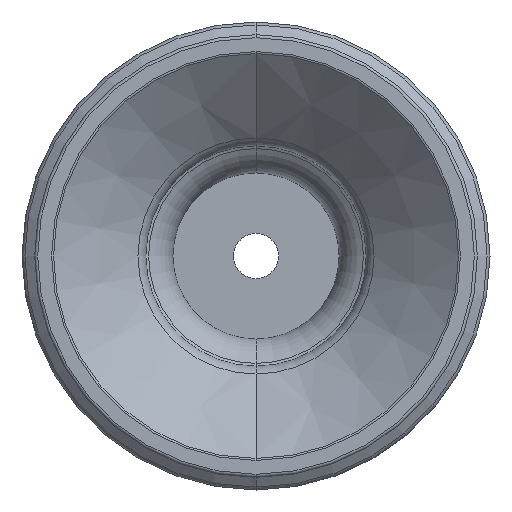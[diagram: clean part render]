
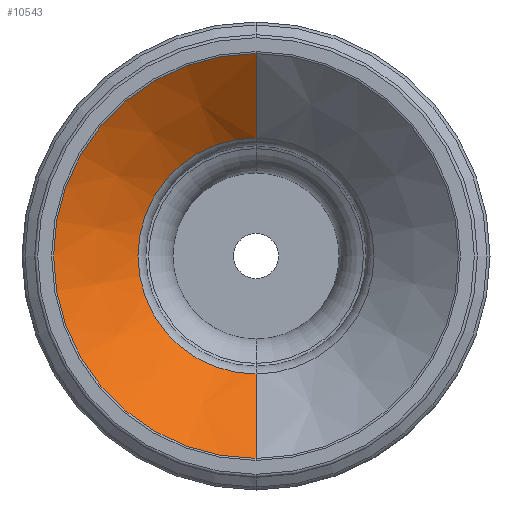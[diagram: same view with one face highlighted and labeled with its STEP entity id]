
A CAD part, front view. The second image highlights one B-rep face of the part: STEP entity #10543.
In plain terms, the highlighted conical face has half-angle 49.399 degrees and reference radius 7.817 mm.
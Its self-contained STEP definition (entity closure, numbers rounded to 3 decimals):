
#33 = LINE ( 'NONE', #9651, #3711 ) ;
#299 = CARTESIAN_POINT ( 'NONE',  ( 0., 4.84, 7.817 ) ) ;
#481 = CIRCLE ( 'NONE', #5660, 7.817 ) ;
#769 = EDGE_CURVE ( 'NONE', #1376, #4044, #481, .T. ) ;
#795 = DIRECTION ( 'NONE',  ( 0., -0.651, 0.759 ) ) ;
#901 = ORIENTED_EDGE ( 'NONE', *, *, #769, .F. ) ;
#999 = DIRECTION ( 'NONE',  ( 0., -0.651, -0.759 ) ) ;
#1128 = CIRCLE ( 'NONE', #5215, 13.407 ) ;
#1376 = VERTEX_POINT ( 'NONE', #299 ) ;
#1532 = CONICAL_SURFACE ( 'NONE', #2723, 7.817, 0.862 ) ;
#1793 = DIRECTION ( 'NONE',  ( 0., 0., 1. ) ) ;
#1866 = CARTESIAN_POINT ( 'NONE',  ( 0., 0.048, 0. ) ) ;
#1921 = DIRECTION ( 'NONE',  ( 0., -1., 0. ) ) ;
#1974 = ORIENTED_EDGE ( 'NONE', *, *, #2613, .T. ) ;
#2598 = EDGE_CURVE ( 'NONE', #4044, #11117, #33, .T. ) ;
#2613 = EDGE_CURVE ( 'NONE', #6088, #11117, #1128, .T. ) ;
#2723 = AXIS2_PLACEMENT_3D ( 'NONE', #8206, #5958, #9484 ) ;
#3693 = LINE ( 'NONE', #5136, #11019 ) ;
#3711 = VECTOR ( 'NONE', #999, 1000. ) ;
#3898 = ORIENTED_EDGE ( 'NONE', *, *, #2598, .F. ) ;
#4044 = VERTEX_POINT ( 'NONE', #5099 ) ;
#4229 = EDGE_LOOP ( 'NONE', ( #901, #6321, #1974, #3898 ) ) ;
#4622 = CARTESIAN_POINT ( 'NONE',  ( 0., 4.84, 0. ) ) ;
#5099 = CARTESIAN_POINT ( 'NONE',  ( 0., 4.84, -7.817 ) ) ;
#5136 = CARTESIAN_POINT ( 'NONE',  ( 0., 4.84, 7.817 ) ) ;
#5215 = AXIS2_PLACEMENT_3D ( 'NONE', #1866, #9531, #1793 ) ;
#5660 = AXIS2_PLACEMENT_3D ( 'NONE', #4622, #1921, #10677 ) ;
#5958 = DIRECTION ( 'NONE',  ( 0., -1., 0. ) ) ;
#6088 = VERTEX_POINT ( 'NONE', #7668 ) ;
#6131 = FACE_OUTER_BOUND ( 'NONE', #4229, .T. ) ;
#6321 = ORIENTED_EDGE ( 'NONE', *, *, #10630, .T. ) ;
#7668 = CARTESIAN_POINT ( 'NONE',  ( 0., 0.048, 13.407 ) ) ;
#8206 = CARTESIAN_POINT ( 'NONE',  ( 0., 4.84, 0. ) ) ;
#9484 = DIRECTION ( 'NONE',  ( 0., 0., -1. ) ) ;
#9531 = DIRECTION ( 'NONE',  ( 0., -1., 0. ) ) ;
#9651 = CARTESIAN_POINT ( 'NONE',  ( 0., 4.84, -7.817 ) ) ;
#10543 = ADVANCED_FACE ( 'NONE', ( #6131 ), #1532, .F. ) ;
#10630 = EDGE_CURVE ( 'NONE', #1376, #6088, #3693, .T. ) ;
#10677 = DIRECTION ( 'NONE',  ( 0., 0., -1. ) ) ;
#10748 = CARTESIAN_POINT ( 'NONE',  ( 0., 0.048, -13.407 ) ) ;
#11019 = VECTOR ( 'NONE', #795, 1000. ) ;
#11117 = VERTEX_POINT ( 'NONE', #10748 ) ;
